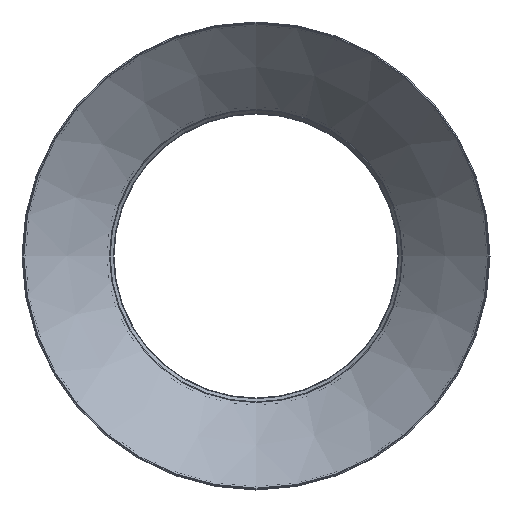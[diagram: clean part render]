
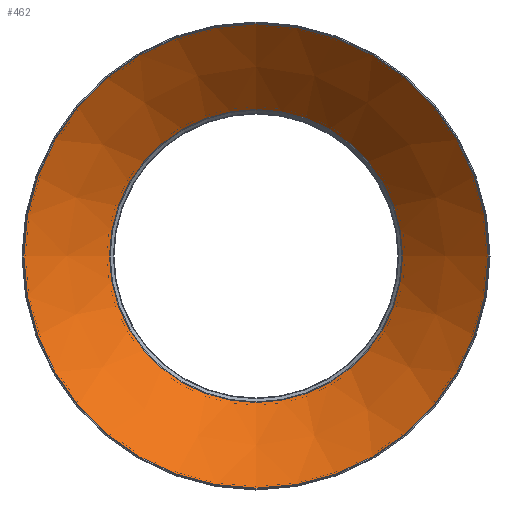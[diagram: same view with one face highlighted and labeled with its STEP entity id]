
A CAD part, front view. The second image highlights one B-rep face of the part: STEP entity #462.
In plain terms, the highlighted conical face has half-angle 45.757 degrees and reference radius 102.251 mm.
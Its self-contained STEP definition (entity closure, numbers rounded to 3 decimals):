
#428=CARTESIAN_POINT('',(-125.2,49.794,0.));
#429=VERTEX_POINT('',#428);
#430=CARTESIAN_POINT('',(0.,49.794,0.0));
#431=DIRECTION('',(0.0,-1.0,0.0));
#432=DIRECTION('',(1.0,0.0,0.0));
#433=AXIS2_PLACEMENT_3D('',#430,#431,#432);
#434=CIRCLE('',#433,125.2);
#435=EDGE_CURVE('',#429,#429,#434,.T.);
#443=CARTESIAN_POINT('',(0.,72.144,0.0));
#444=DIRECTION('',(0.,-1.0,0.0));
#445=DIRECTION('',(1.0,0.0,0.0));
#446=AXIS2_PLACEMENT_3D('',#443,#444,#445);
#447=CONICAL_SURFACE('',#446,102.251,45.757);
#448=CARTESIAN_POINT('',(-79.0,94.789,0.));
#449=VERTEX_POINT('',#448);
#450=CARTESIAN_POINT('',(0.,94.789,0.0));
#451=DIRECTION('',(0.0,1.0,0.0));
#452=DIRECTION('',(1.0,0.0,0.0));
#453=AXIS2_PLACEMENT_3D('',#450,#451,#452);
#454=CIRCLE('',#453,79.0);
#455=EDGE_CURVE('',#449,#449,#454,.F.);
#456=ORIENTED_EDGE('',*,*,#455,.F.);
#457=EDGE_LOOP('',(#456));
#458=FACE_OUTER_BOUND('',#457,.T.);
#459=ORIENTED_EDGE('',*,*,#435,.T.);
#460=EDGE_LOOP('',(#459));
#461=FACE_BOUND('',#460,.T.);
#462=ADVANCED_FACE('',(#458,#461),#447,.F.);
